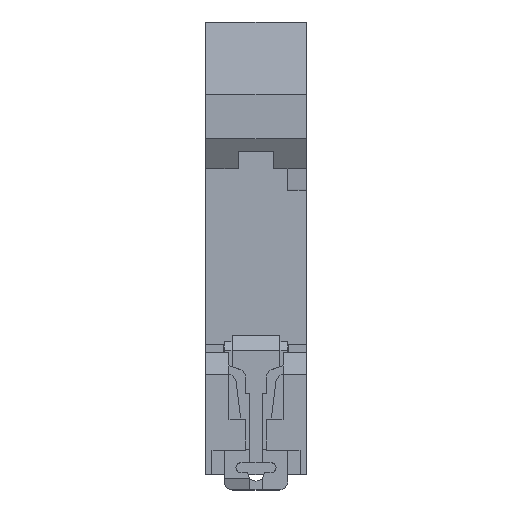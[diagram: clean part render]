
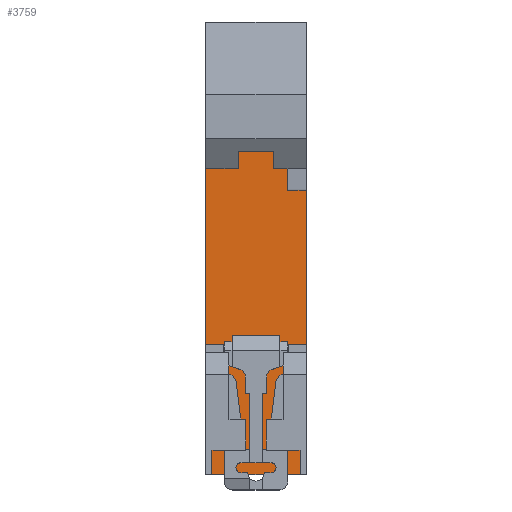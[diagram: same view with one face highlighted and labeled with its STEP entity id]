
A CAD part, top view. The second image highlights one B-rep face of the part: STEP entity #3759.
In plain terms, the highlighted planar face has unit normal (0, 0, 1).
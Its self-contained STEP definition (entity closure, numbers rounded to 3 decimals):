
#58 = EDGE_CURVE ( 'NONE', #15834, #606, #5244, .T. ) ;
#606 = VERTEX_POINT ( 'NONE', #4896 ) ;
#660 = VERTEX_POINT ( 'NONE', #2080 ) ;
#704 = ORIENTED_EDGE ( 'NONE', *, *, #12104, .T. ) ;
#952 = LINE ( 'NONE', #17879, #11415 ) ;
#1008 = LINE ( 'NONE', #11179, #10191 ) ;
#1099 = DIRECTION ( 'NONE',  ( -1., 0., 0. ) ) ;
#1110 = VERTEX_POINT ( 'NONE', #3382 ) ;
#1153 = EDGE_CURVE ( 'NONE', #4441, #5472, #952, .T. ) ;
#1160 = CARTESIAN_POINT ( 'NONE',  ( 9.05, -17.2, 28.05 ) ) ;
#1289 = VECTOR ( 'NONE', #11048, 1000. ) ;
#1385 = CARTESIAN_POINT ( 'NONE',  ( 5.65, 14.3, 28.05 ) ) ;
#1448 = DIRECTION ( 'NONE',  ( 0., -1., 0. ) ) ;
#1621 = EDGE_CURVE ( 'NONE', #4441, #660, #12579, .T. ) ;
#1787 = VECTOR ( 'NONE', #5633, 1000. ) ;
#1949 = EDGE_CURVE ( 'NONE', #606, #660, #2628, .T. ) ;
#2080 = CARTESIAN_POINT ( 'NONE',  ( 9.05, 14.3, 28.05 ) ) ;
#2116 = DIRECTION ( 'NONE',  ( 1., 0., 0. ) ) ;
#2231 = ORIENTED_EDGE ( 'NONE', *, *, #7010, .T. ) ;
#2574 = VECTOR ( 'NONE', #15522, 1000. ) ;
#2628 = LINE ( 'NONE', #1160, #1289 ) ;
#2636 = ORIENTED_EDGE ( 'NONE', *, *, #7178, .F. ) ;
#3053 = PLANE ( 'NONE',  #13695 ) ;
#3382 = CARTESIAN_POINT ( 'NONE',  ( 7.9, -36.25, 28.05 ) ) ;
#3396 = CARTESIAN_POINT ( 'NONE',  ( 5.65, 10.378, 28.05 ) ) ;
#3554 = VECTOR ( 'NONE', #9049, 1000. ) ;
#3628 = ORIENTED_EDGE ( 'NONE', *, *, #11353, .T. ) ;
#3759 = ADVANCED_FACE ( 'NONE', ( #13221 ), #3053, .T. ) ;
#3790 = ORIENTED_EDGE ( 'NONE', *, *, #1949, .F. ) ;
#4003 = LINE ( 'NONE', #11387, #11642 ) ;
#4160 = VERTEX_POINT ( 'NONE', #10394 ) ;
#4325 = ORIENTED_EDGE ( 'NONE', *, *, #11778, .T. ) ;
#4441 = VERTEX_POINT ( 'NONE', #12684 ) ;
#4559 = CARTESIAN_POINT ( 'NONE',  ( -7.9, -40.6, 28.05 ) ) ;
#4896 = CARTESIAN_POINT ( 'NONE',  ( 9.05, 17.3, 28.05 ) ) ;
#4964 = DIRECTION ( 'NONE',  ( 1., 0., 0. ) ) ;
#5039 = CARTESIAN_POINT ( 'NONE',  ( -9.05, -17.2, 28.05 ) ) ;
#5244 = LINE ( 'NONE', #7699, #9992 ) ;
#5410 = ORIENTED_EDGE ( 'NONE', *, *, #12537, .F. ) ;
#5472 = VERTEX_POINT ( 'NONE', #3396 ) ;
#5502 = LINE ( 'NONE', #11191, #16706 ) ;
#5548 = ORIENTED_EDGE ( 'NONE', *, *, #1153, .F. ) ;
#5633 = DIRECTION ( 'NONE',  ( 0., 1., 0. ) ) ;
#5914 = EDGE_CURVE ( 'NONE', #11206, #18373, #11163, .T. ) ;
#6249 = CARTESIAN_POINT ( 'NONE',  ( 5.75, -10.3, 28.05 ) ) ;
#6488 = LINE ( 'NONE', #16330, #17873 ) ;
#6551 = ORIENTED_EDGE ( 'NONE', *, *, #8468, .T. ) ;
#6591 = ORIENTED_EDGE ( 'NONE', *, *, #5914, .T. ) ;
#6616 = VERTEX_POINT ( 'NONE', #16498 ) ;
#6833 = DIRECTION ( 'NONE',  ( 0., -1., 0. ) ) ;
#7010 = EDGE_CURVE ( 'NONE', #4160, #13083, #14312, .T. ) ;
#7128 = LINE ( 'NONE', #18353, #1787 ) ;
#7157 = VECTOR ( 'NONE', #12944, 1000. ) ;
#7178 = EDGE_CURVE ( 'NONE', #5472, #9747, #13567, .T. ) ;
#7344 = EDGE_LOOP ( 'NONE', ( #6591, #3628, #4325, #11773, #2231, #9074, #704, #5410, #6551, #8142, #2636, #5548, #13780, #3790, #7696, #15328 ) ) ;
#7696 = ORIENTED_EDGE ( 'NONE', *, *, #58, .F. ) ;
#7699 = CARTESIAN_POINT ( 'NONE',  ( -9.05, 17.3, 28.05 ) ) ;
#7721 = VERTEX_POINT ( 'NONE', #16416 ) ;
#7762 = CARTESIAN_POINT ( 'NONE',  ( -5.75, -17.2, 28.05 ) ) ;
#8142 = ORIENTED_EDGE ( 'NONE', *, *, #8857, .F. ) ;
#8468 = EDGE_CURVE ( 'NONE', #6616, #7721, #16371, .T. ) ;
#8857 = EDGE_CURVE ( 'NONE', #9747, #7721, #5502, .T. ) ;
#8872 = LINE ( 'NONE', #6249, #15218 ) ;
#9049 = DIRECTION ( 'NONE',  ( 1., 0., 0. ) ) ;
#9074 = ORIENTED_EDGE ( 'NONE', *, *, #11081, .T. ) ;
#9747 = VERTEX_POINT ( 'NONE', #16858 ) ;
#9992 = VECTOR ( 'NONE', #4964, 1000. ) ;
#10191 = VECTOR ( 'NONE', #1099, 1000. ) ;
#10268 = DIRECTION ( 'NONE',  ( 1., 0., 0. ) ) ;
#10394 = CARTESIAN_POINT ( 'NONE',  ( -7.9, -40.6, 28.05 ) ) ;
#10472 = LINE ( 'NONE', #5039, #13036 ) ;
#10679 = VERTEX_POINT ( 'NONE', #14553 ) ;
#11048 = DIRECTION ( 'NONE',  ( 0., -1., 0. ) ) ;
#11081 = EDGE_CURVE ( 'NONE', #13083, #1110, #7128, .T. ) ;
#11163 = LINE ( 'NONE', #15233, #2574 ) ;
#11179 = CARTESIAN_POINT ( 'NONE',  ( 7.9, -36.25, 28.05 ) ) ;
#11191 = CARTESIAN_POINT ( 'NONE',  ( 9.05, -17.2, 28.05 ) ) ;
#11206 = VERTEX_POINT ( 'NONE', #17592 ) ;
#11353 = EDGE_CURVE ( 'NONE', #18373, #14652, #4003, .T. ) ;
#11378 = CARTESIAN_POINT ( 'NONE',  ( 5.75, -36.25, 28.05 ) ) ;
#11387 = CARTESIAN_POINT ( 'NONE',  ( -5.75, -10.3, 28.05 ) ) ;
#11415 = VECTOR ( 'NONE', #6833, 1000. ) ;
#11531 = LINE ( 'NONE', #17171, #13639 ) ;
#11642 = VECTOR ( 'NONE', #18235, 1000. ) ;
#11773 = ORIENTED_EDGE ( 'NONE', *, *, #17842, .T. ) ;
#11778 = EDGE_CURVE ( 'NONE', #14652, #10679, #1008, .T. ) ;
#12104 = EDGE_CURVE ( 'NONE', #1110, #16524, #6488, .T. ) ;
#12120 = DIRECTION ( 'NONE',  ( 0., -1., 0. ) ) ;
#12537 = EDGE_CURVE ( 'NONE', #6616, #16524, #8872, .T. ) ;
#12579 = LINE ( 'NONE', #1385, #14960 ) ;
#12599 = VECTOR ( 'NONE', #2116, 1000. ) ;
#12684 = CARTESIAN_POINT ( 'NONE',  ( 5.65, 14.3, 28.05 ) ) ;
#12743 = CARTESIAN_POINT ( 'NONE',  ( -9.05, 17.3, 28.05 ) ) ;
#12944 = DIRECTION ( 'NONE',  ( 1., 0., 0. ) ) ;
#13036 = VECTOR ( 'NONE', #12120, 1000. ) ;
#13052 = DIRECTION ( 'NONE',  ( 0., -1., 0. ) ) ;
#13083 = VERTEX_POINT ( 'NONE', #15366 ) ;
#13221 = FACE_OUTER_BOUND ( 'NONE', #7344, .T. ) ;
#13560 = CARTESIAN_POINT ( 'NONE',  ( -5.75, -36.25, 28.05 ) ) ;
#13567 = LINE ( 'NONE', #16184, #3554 ) ;
#13639 = VECTOR ( 'NONE', #1448, 1000. ) ;
#13695 = AXIS2_PLACEMENT_3D ( 'NONE', #16841, #16095, #10268 ) ;
#13780 = ORIENTED_EDGE ( 'NONE', *, *, #1621, .T. ) ;
#13952 = DIRECTION ( 'NONE',  ( 0., -1., 0. ) ) ;
#14312 = LINE ( 'NONE', #4559, #7157 ) ;
#14553 = CARTESIAN_POINT ( 'NONE',  ( -7.9, -36.25, 28.05 ) ) ;
#14652 = VERTEX_POINT ( 'NONE', #13560 ) ;
#14790 = CARTESIAN_POINT ( 'NONE',  ( -9.05, -17.2, 28.05 ) ) ;
#14960 = VECTOR ( 'NONE', #16914, 1000. ) ;
#15112 = DIRECTION ( 'NONE',  ( -1., 0., 0. ) ) ;
#15218 = VECTOR ( 'NONE', #13052, 1000. ) ;
#15233 = CARTESIAN_POINT ( 'NONE',  ( -9.05, -17.2, 28.05 ) ) ;
#15328 = ORIENTED_EDGE ( 'NONE', *, *, #18317, .T. ) ;
#15366 = CARTESIAN_POINT ( 'NONE',  ( 7.9, -40.6, 28.05 ) ) ;
#15522 = DIRECTION ( 'NONE',  ( 1., 0., 0. ) ) ;
#15834 = VERTEX_POINT ( 'NONE', #12743 ) ;
#16095 = DIRECTION ( 'NONE',  ( 0., 0., 1. ) ) ;
#16184 = CARTESIAN_POINT ( 'NONE',  ( 5.65, 10.378, 28.05 ) ) ;
#16330 = CARTESIAN_POINT ( 'NONE',  ( 7.9, -36.25, 28.05 ) ) ;
#16371 = LINE ( 'NONE', #14790, #12599 ) ;
#16416 = CARTESIAN_POINT ( 'NONE',  ( 9.05, -17.2, 28.05 ) ) ;
#16498 = CARTESIAN_POINT ( 'NONE',  ( 5.75, -17.2, 28.05 ) ) ;
#16524 = VERTEX_POINT ( 'NONE', #11378 ) ;
#16706 = VECTOR ( 'NONE', #13952, 1000. ) ;
#16841 = CARTESIAN_POINT ( 'NONE',  ( -9.05, -17.2, 28.05 ) ) ;
#16858 = CARTESIAN_POINT ( 'NONE',  ( 9.05, 10.378, 28.05 ) ) ;
#16914 = DIRECTION ( 'NONE',  ( 1., 0., 0. ) ) ;
#17171 = CARTESIAN_POINT ( 'NONE',  ( -7.9, -36.25, 28.05 ) ) ;
#17592 = CARTESIAN_POINT ( 'NONE',  ( -9.05, -17.2, 28.05 ) ) ;
#17842 = EDGE_CURVE ( 'NONE', #10679, #4160, #11531, .T. ) ;
#17873 = VECTOR ( 'NONE', #15112, 1000. ) ;
#17879 = CARTESIAN_POINT ( 'NONE',  ( 5.65, 14.3, 28.05 ) ) ;
#18235 = DIRECTION ( 'NONE',  ( 0., -1., 0. ) ) ;
#18317 = EDGE_CURVE ( 'NONE', #15834, #11206, #10472, .T. ) ;
#18353 = CARTESIAN_POINT ( 'NONE',  ( 7.9, -40.6, 28.05 ) ) ;
#18373 = VERTEX_POINT ( 'NONE', #7762 ) ;
